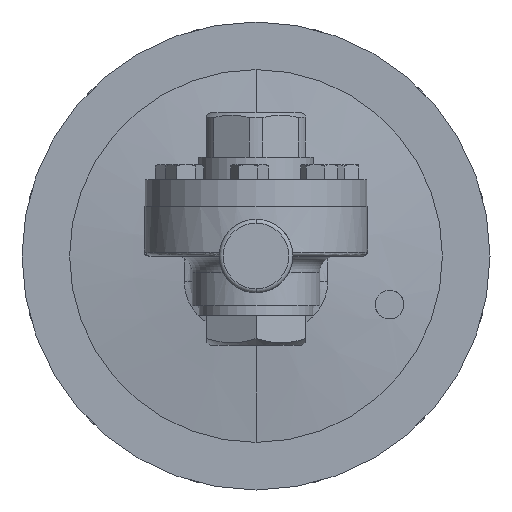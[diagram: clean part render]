
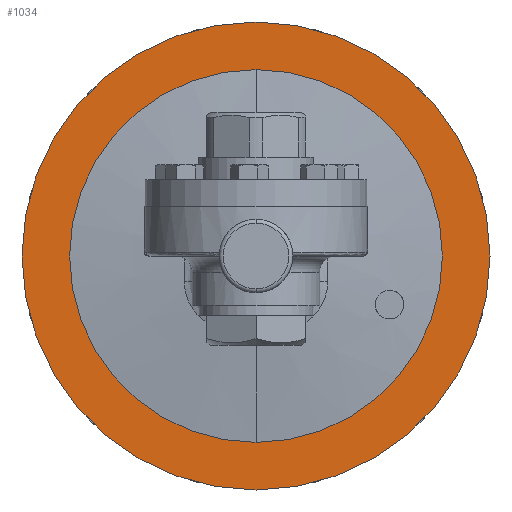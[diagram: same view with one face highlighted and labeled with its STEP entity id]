
A CAD part, front view. The second image highlights one B-rep face of the part: STEP entity #1034.
In plain terms, the highlighted planar face has unit normal (0, -1, 0).
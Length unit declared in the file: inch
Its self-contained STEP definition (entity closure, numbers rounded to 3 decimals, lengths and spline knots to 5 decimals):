
#330 = CARTESIAN_POINT ( 'NONE',  ( 1.99092, 6.12757, 2.62545 ) ) ;
#371 = AXIS2_PLACEMENT_3D ( 'NONE', #8602, #1994, #9701 ) ;
#941 = FACE_OUTER_BOUND ( 'NONE', #12610, .T. ) ;
#1034 = ADVANCED_FACE ( 'NONE', ( #12677, #941 ), #8363, .T. ) ;
#1994 = DIRECTION ( 'NONE',  ( 0., -1., 0. ) ) ;
#2091 = CIRCLE ( 'NONE', #371, 3.565 ) ;
#2697 = EDGE_CURVE ( 'NONE', #6594, #6431, #3984, .T. ) ;
#2720 = AXIS2_PLACEMENT_3D ( 'NONE', #3126, #10828, #4247 ) ;
#2949 = VERTEX_POINT ( 'NONE', #3587 ) ;
#3126 = CARTESIAN_POINT ( 'NONE',  ( 1.99092, 6.12757, 5.46545 ) ) ;
#3341 = CIRCLE ( 'NONE', #2720, 2.84 ) ;
#3587 = CARTESIAN_POINT ( 'NONE',  ( 1.99092, 6.12757, 9.03045 ) ) ;
#3984 = CIRCLE ( 'NONE', #12303, 2.84 ) ;
#4132 = ORIENTED_EDGE ( 'NONE', *, *, #10987, .T. ) ;
#4247 = DIRECTION ( 'NONE',  ( 0., 0., -1. ) ) ;
#4886 = CARTESIAN_POINT ( 'NONE',  ( 1.99092, 6.12757, 1.90045 ) ) ;
#5177 = DIRECTION ( 'NONE',  ( 0., -1., 0. ) ) ;
#5653 = CARTESIAN_POINT ( 'NONE',  ( 1.99092, 6.12757, 5.46545 ) ) ;
#6318 = DIRECTION ( 'NONE',  ( 0., 0., -1. ) ) ;
#6382 = ORIENTED_EDGE ( 'NONE', *, *, #6744, .T. ) ;
#6431 = VERTEX_POINT ( 'NONE', #330 ) ;
#6594 = VERTEX_POINT ( 'NONE', #11648 ) ;
#6744 = EDGE_CURVE ( 'NONE', #2949, #11219, #2091, .T. ) ;
#6766 = DIRECTION ( 'NONE',  ( 0., 0., -1. ) ) ;
#7522 = ORIENTED_EDGE ( 'NONE', *, *, #2697, .F. ) ;
#8363 = PLANE ( 'NONE',  #8758 ) ;
#8574 = ORIENTED_EDGE ( 'NONE', *, *, #14113, .F. ) ;
#8602 = CARTESIAN_POINT ( 'NONE',  ( 1.99092, 6.12757, 5.46545 ) ) ;
#8758 = AXIS2_PLACEMENT_3D ( 'NONE', #11761, #12861, #6318 ) ;
#9701 = DIRECTION ( 'NONE',  ( 0., 0., -1. ) ) ;
#9944 = EDGE_LOOP ( 'NONE', ( #7522, #8574 ) ) ;
#10828 = DIRECTION ( 'NONE',  ( 0., -1., 0. ) ) ;
#10987 = EDGE_CURVE ( 'NONE', #11219, #2949, #12830, .T. ) ;
#11219 = VERTEX_POINT ( 'NONE', #4886 ) ;
#11648 = CARTESIAN_POINT ( 'NONE',  ( 1.99092, 6.12757, 8.30545 ) ) ;
#11755 = CARTESIAN_POINT ( 'NONE',  ( 1.99092, 6.12757, 5.46545 ) ) ;
#11761 = CARTESIAN_POINT ( 'NONE',  ( 1.99092, 6.12757, 1.81045 ) ) ;
#12303 = AXIS2_PLACEMENT_3D ( 'NONE', #11755, #5177, #12855 ) ;
#12503 = AXIS2_PLACEMENT_3D ( 'NONE', #5653, #13313, #6766 ) ;
#12610 = EDGE_LOOP ( 'NONE', ( #4132, #6382 ) ) ;
#12677 = FACE_BOUND ( 'NONE', #9944, .T. ) ;
#12830 = CIRCLE ( 'NONE', #12503, 3.565 ) ;
#12855 = DIRECTION ( 'NONE',  ( 0., 0., -1. ) ) ;
#12861 = DIRECTION ( 'NONE',  ( 0., -1., 0. ) ) ;
#13313 = DIRECTION ( 'NONE',  ( 0., -1., 0. ) ) ;
#14113 = EDGE_CURVE ( 'NONE', #6431, #6594, #3341, .T. ) ;
